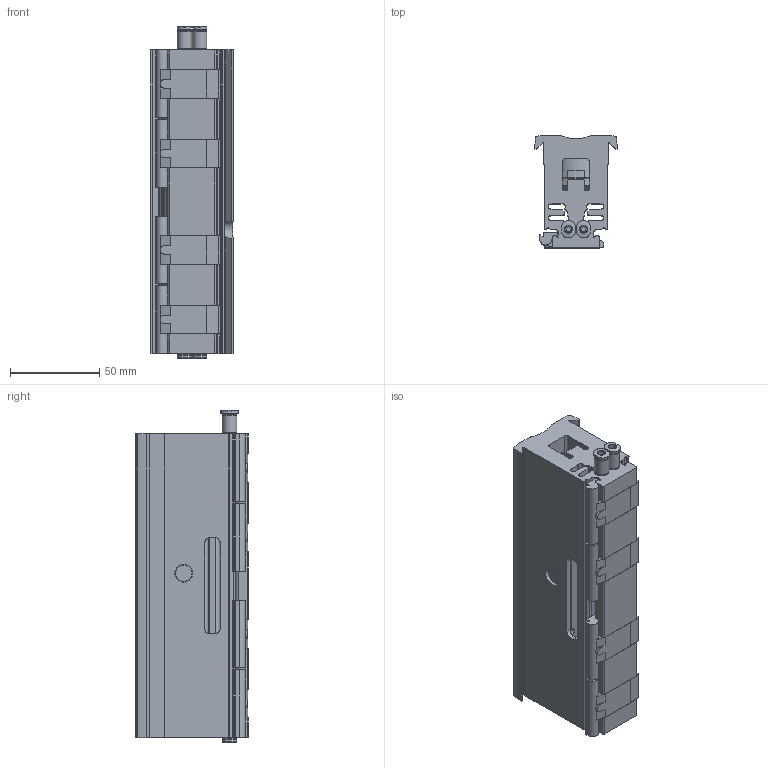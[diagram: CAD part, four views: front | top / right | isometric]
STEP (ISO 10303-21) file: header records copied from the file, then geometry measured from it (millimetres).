
FILE_DESCRIPTION(/* description */ ('STEP AP214'),/* implementation_level */ '2;1');
FILE_NAME(/* name */ '541702_DADM-DGC-40-A',/* time_stamp */ '2024-08-12T19:32:04+02:00',/* author */ ('License CC BY-ND 4.0'),/* organization */ ('CADENAS'),/* preprocessor_version */ 'ST-DEVELOPER v19.3',/* originating_system */ 'PARTsolutions',/* authorisation */ ' ');
FILE_SCHEMA (('AUTOMOTIVE_DESIGN {1 0 10303 214 3 1 1}'));
Length unit declared in the file: millimetre
Products named in the file (6): 541702 DADM-DGC-40-A---(90_1); 541702 DADM-DGC-40-A---(GEH); 713001 DADM-DGC/KYC-18/40; 541702 DADM-DGC-40-A---(ANSCHL); 153315 QSM-M5-4-I; 174308 B-M5-B
Assembly tree (10 placements, depth 2):
  541702 DADM-DGC-40-A---(90_1)
    541702 DADM-DGC-40-A---(GEH)
    713001 DADM-DGC/KYC-18/40  x4
    541702 DADM-DGC-40-A---(ANSCHL)
    153315 QSM-M5-4-I  x2
    174308 B-M5-B  x2
Bounding box: 46 x 63 x 185.9 mm (x, y, z)
Volume: 280691 mm3; surface area: 102491.7 mm2
Topology: 10 solids, 10 shells, 735 faces, 2081 edges, 1365 vertices
Faces by surface type: plane 354, cylinder 338, cone 33, torus 10
Full cylindrical faces by diameter (mm): 3.4 x2, 4 x22, 4.134 x4, 4.917 x8, 5 x4, 5.4 x2, 7 x6, 7.2 x2, 7.8 x6, 8 x6, 10 x5, 12 x1, 20 x1, 27 x1
Entity records: 18286 total; most frequent: CARTESIAN_POINT 3686, DIRECTION 2953, ORIENTED_EDGE 2944, EDGE_CURVE 1472, AXIS2_PLACEMENT_3D 1084, VERTEX_POINT 1012, LINE 785, VECTOR 785
